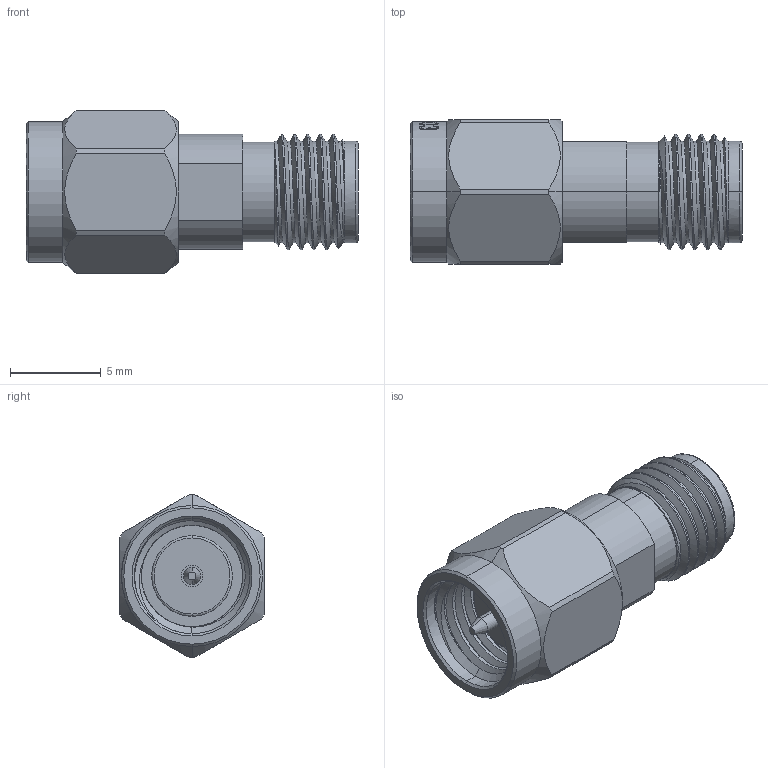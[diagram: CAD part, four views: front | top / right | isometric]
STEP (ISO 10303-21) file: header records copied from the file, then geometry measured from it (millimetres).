
FILE_DESCRIPTION (( 'STEP AP203' ), '1' );
FILE_NAME ('PE9103.step', '2019-07-16T15:59:03', ( '' ), ( '' ), 'SwSTEP 2.0', 'SolidWorks 2018', '' );
FILE_SCHEMA (( 'CONFIG_CONTROL_DESIGN' ));
Length unit declared in the file: inch
Products named in the file (1): PE9103
Bounding box: 18.29 x 7.94 x 8.99 mm (x, y, z)
Volume: 568.7 mm3; surface area: 763.1 mm2
Topology: 1 solids, 1 shells, 197 faces, 503 edges, 327 vertices
Faces by surface type: cylinder 63, bspline 54, plane 54, cone 24, torus 2
Entity records: 12371 total; most frequent: CARTESIAN_POINT 8078, ORIENTED_EDGE 1006, DIRECTION 679, EDGE_CURVE 503, VERTEX_POINT 327, AXIS2_PLACEMENT_3D 266, EDGE_LOOP 216, ADVANCED_FACE 197
